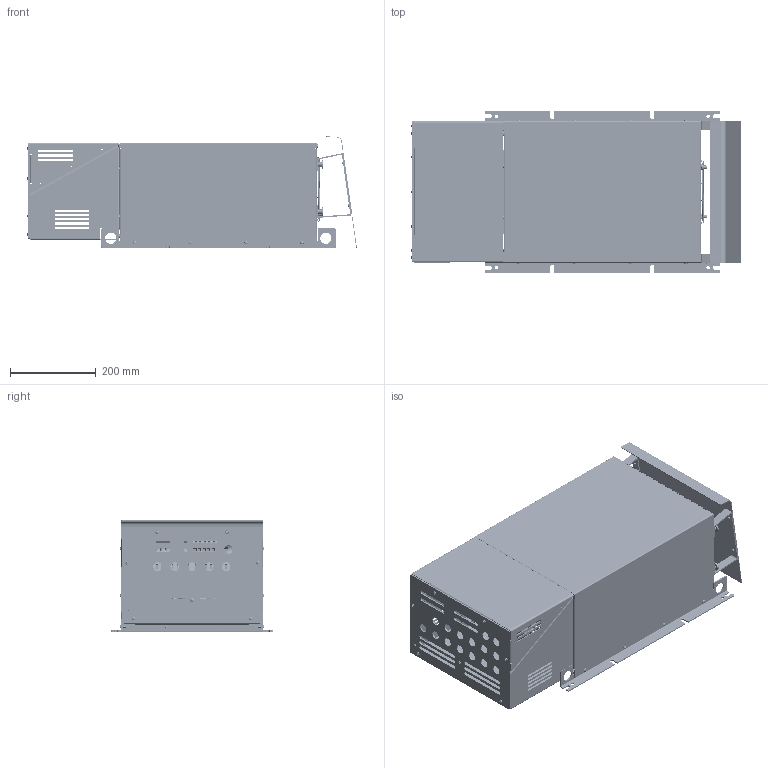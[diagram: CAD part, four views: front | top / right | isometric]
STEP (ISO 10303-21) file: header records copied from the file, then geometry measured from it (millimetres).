
FILE_DESCRIPTION(/* description */ (''),/* implementation_level */ '2;1');
FILE_NAME(/* name */ 'X3 IP21 if1.stp',/* time_stamp */ '2014-08-13T18:54:06+02:00',/* author */ ('FR'),/* organization */ (''),/* preprocessor_version */ 'ST-DEVELOPER v15.6',/* originating_system */ 'Autodesk Inventor 2015',/* authorisation */ '');
FILE_SCHEMA (('AUTOMOTIVE_DESIGN { 1 0 10303 214 3 1 1 }'));
Products named in the file (43): 10100256 Bodenblech X3; 10100388 Deckel RHF-BG X3-A; 10100387 Anschlussblech RHF-BG X3-A; 10100262 Lüfterblech RHF-BG X3-A; Klemmenblech X3; Zugentlastung X3; DIN 912 - M4 x 0,7 x 6 x 4,25; Hutschiene 35x7x197mm; WDU_16_1020400000; WAP_16; WEW_35_1_1059000000 ; WAP_2_5_10_1050000000; WEW_35_2_1061200000; WDU_2_5_1020000000; WDU_10_1020300000; DIN 6798 - A  8,4; DIN 934 - M8 x 1,25; DIN 128 - A8; DIN 125 - A 8,4; ISO 4017 - M8 x 40DIN EN; Erdungsschraube_X3-X6_IP20; ISO 7045 - M4 x 12 - 4.8 - ZDIN EN ISO; 11100001 Sicherungshalter 6_3x32; 11100001-1 Mutter M12; 11100001-2 Kappe; Sicherungshalter 6x32; 10900009 Schutzgitter LZ 24; DIN 128 - A5; DIN 125 - A 5,3; 10100521 NEMA-Kit X3 unten; 10100523 NEMA-Kit X3 Anschlussblech; 10100522 NEMA-Kit X3 oben; DIN 7985 (H) - M4x5-H; Dachfläche RHF-X3; Dachbügel rechts RHF-X3; DIN 7337 - A4 x 8 x 4,5; Dachbügel links RHF-X3; 10100524 NEMA-Kit X3 Dach; DIN 464 - M5 x 10; DIN 912 - M5 x 0,8 x 50 x 22 ...
Bounding box: 767.95 x 378 x 259.51 mm (x, y, z)
Volume: 2343037.7 mm3; surface area: 2693541.4 mm2
Topology: 111 solids, 165 shells, 8876 faces, 25390 edges, 16949 vertices
Faces by surface type: plane 5196, cylinder 2478, cone 531, torus 467, bspline 164, sphere 40
Full cylindrical faces by diameter (mm): 1 x2, 1.396 x8, 1.5 x1, 1.9 x2, 2.5 x4, 3.242 x42, 3.621 x16, 3.65 x11, 3.95 x2, 4 x47, 4.25 x8, 5 x42, 5.2 x2, 5.3 x2, 5.4 x2, 5.6 x2, 6 x5, 6.32 x12, 6.5 x5, 6.647 x4, 6.8 x19, 7 x8, 8 x12, 8.2 x6, 8.4 x10, 8.5 x4, 9.2 x2, 9.4 x2, 9.5 x2, 10 x6
Entity records: 151086 total; most frequent: CARTESIAN_POINT 44191, DIRECTION 21663, ORIENTED_EDGE 21039, EDGE_CURVE 11195, VERTEX_POINT 7697, AXIS2_PLACEMENT_3D 7496, LINE 6671, VECTOR 6671
